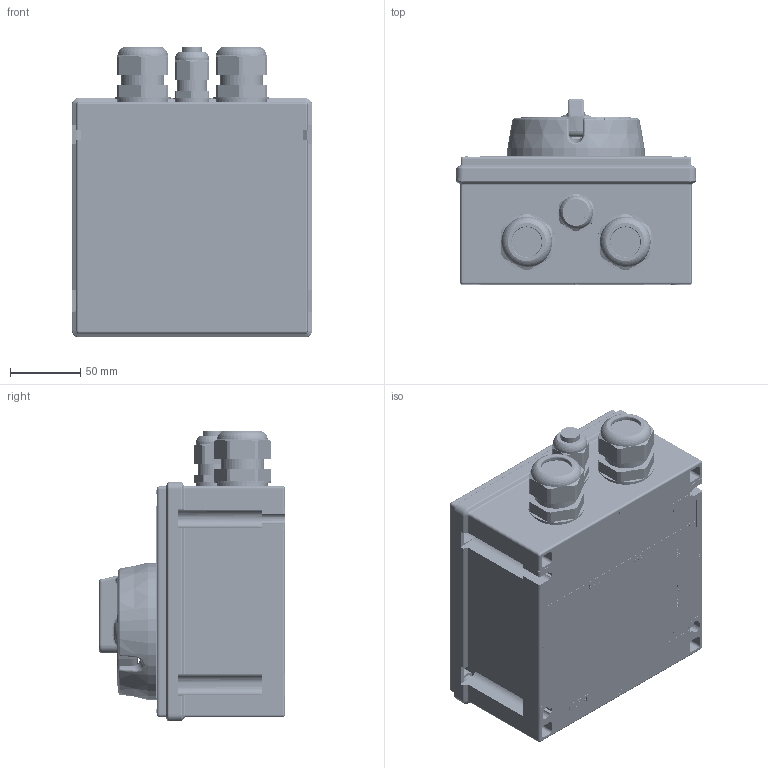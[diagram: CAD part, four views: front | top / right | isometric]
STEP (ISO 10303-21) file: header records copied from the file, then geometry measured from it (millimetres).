
FILE_DESCRIPTION (( 'STEP AP203' ), '1' );
FILE_NAME ('8537_2-703-7___-ap203.STEP', '2012-12-11T11:09:51', ( 'Admin' ), ( 'R. STAHL AG' ), 'SwSTEP 2.0', 'SolidWorks 2012', '' );
FILE_SCHEMA (( 'CONFIG_CONTROL_DESIGN' ));
Products named in the file (42): 8537_2-703-7___-ap203; 85_379_43_55_0; 506_875_0; 506_873_0; 81_610_79_01_0; Staubschutzkappe_M32; Anschlussgewindedichtung_M32; 81_610_79_01_0_Hutmutter; 81_610_79_01_0_Dichtung; 81_610_79_01_0_Stutzen; 81_610_30_37_0; 81_619_01_59_0_81_619_03_59_0; Anschlussgewindedichtung_M20; 81_610_77_01_0_Hutmutter; 81_610_77_01_0_Dichtung; 81_610_77_01_0_Stutzen; 85_378_03_16_0_85_378_04_16_0; 502_053_0; 506_215_0; 506_671_0; 82_719_01_55_0; 85_379_03_52_0; 85_379_07_78_0; 85_370_01_16_0_85_370_24_16_0 sw ohne Aussp; 85_370_01_16_0_Giessharz; 86_049_01_85_0; 504_657_0; 515_640_0; 85_319_01_78_2; 86_049_01_14_0; 80_409_01_50_0; 86_049_01_14_0_Dichtung; 85_319_03_16_0_85_319_05_16_0 sw ohne Aussp; 505_656_0_vereinfacht; 509_642_0; 509_642_0_1_montiert; 81_460_03_05_0; 81_460_03_05_0_Dichtung; 81_469_01_05_0; 81_469_53_04_0
Assembly tree (55 placements, depth 5):
  8537_2-703-7___-ap203
    81_469_53_04_0
    81_460_03_05_0
      81_469_01_05_0
      81_460_03_05_0_Dichtung
    509_642_0  x4
      509_642_0
      509_642_0_1_montiert
    505_656_0_vereinfacht  x2
    85_378_03_16_0_85_378_04_16_0
      85_370_01_16_0_85_370_24_16_0 sw ohne Aussp
        85_319_03_16_0_85_319_05_16_0 sw ohne Aussp
        86_049_01_14_0
          86_049_01_14_0_Dichtung
          86_049_01_14_0
          80_409_01_50_0  x3
        85_319_01_78_2
        515_640_0
        504_657_0
        86_049_01_85_0
        85_370_01_16_0_Giessharz
      85_379_07_78_0
      85_379_03_52_0
      82_719_01_55_0
      506_671_0  x3
      506_215_0  x3
      502_053_0  x3
    81_610_30_37_0
      81_610_77_01_0_Stutzen
      81_610_77_01_0_Dichtung
      81_610_77_01_0_Hutmutter
      Anschlussgewindedichtung_M20
      81_619_01_59_0_81_619_03_59_0
    81_610_79_01_0  x2
      81_610_79_01_0_Stutzen
      81_610_79_01_0_Dichtung
      81_610_79_01_0_Hutmutter
      Anschlussgewindedichtung_M32
      Staubschutzkappe_M32
    506_873_0
    506_875_0  x2
    85_379_43_55_0
Bounding box: 170.5 x 132.01 x 206.57 mm (x, y, z)
Volume: 668127.5 mm3; surface area: 428797.3 mm2
Topology: 55 solids, 55 shells, 6823 faces, 17708 edges, 11374 vertices
Faces by surface type: plane 3151, cylinder 1220, bspline 1192, cone 808, torus 408, sphere 44
Entity records: 233983 total; most frequent: CARTESIAN_POINT 96464, ORIENTED_EDGE 29342, DIRECTION 24526, EDGE_CURVE 14671, VERTEX_POINT 9462, VECTOR 8234, LINE 8234, AXIS2_PLACEMENT_3D 8146
